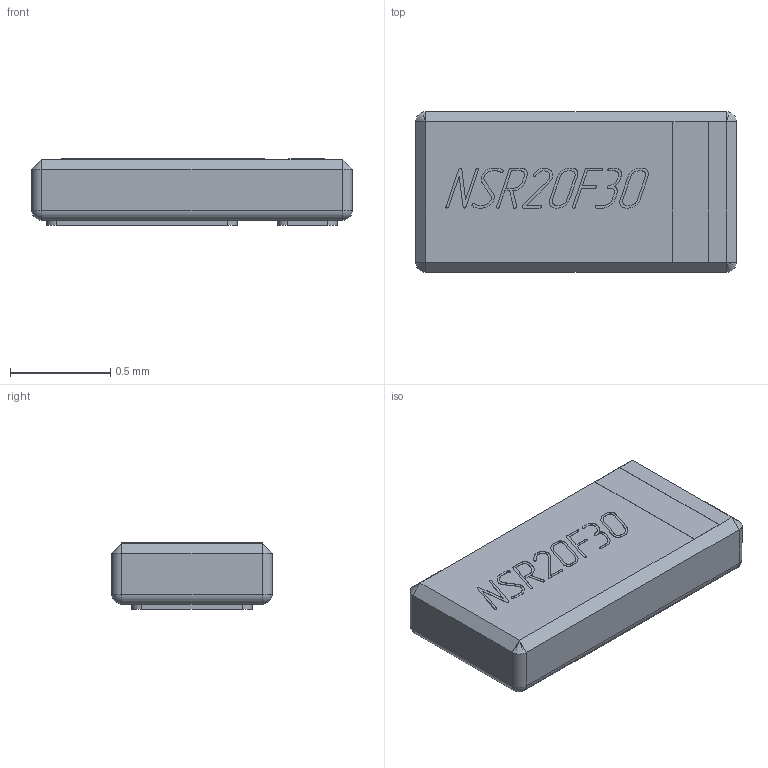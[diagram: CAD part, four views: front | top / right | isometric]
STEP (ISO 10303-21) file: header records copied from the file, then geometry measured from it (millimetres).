
FILE_DESCRIPTION(('FreeCAD Model'),'2;1');
FILE_NAME('User Library-NSR20F30_DSN2.step', '2020-06-10T17:56:13',('kicad StepUp'),('ksu MCAD'), 'Open CASCADE STEP processor 7.4','FreeCAD','Unknown');
FILE_SCHEMA(('AUTOMOTIVE_DESIGN { 1 0 10303 214 1 1 1 1 }'));
Length unit declared in the file: millimetre
Products named in the file (1): User_Library-NSR20F30_DSN2
Bounding box: 1.6 x 0.8 x 0.33 mm (x, y, z)
Volume: 0.4 mm3; surface area: 3.9 mm2
Topology: 1 solids, 1 shells, 243 faces, 666 edges, 430 vertices
Faces by surface type: plane 116, bspline 103, cylinder 16, sphere 4, cone 4
Entity records: 22326 total; most frequent: CARTESIAN_POINT 8803, DIRECTION 1650, ORIENTED_EDGE 1316, PCURVE 1316, DEFINITIONAL_REPRESENTATION 1316, LINE 1288, VECTOR 1288, EDGE_CURVE 658
